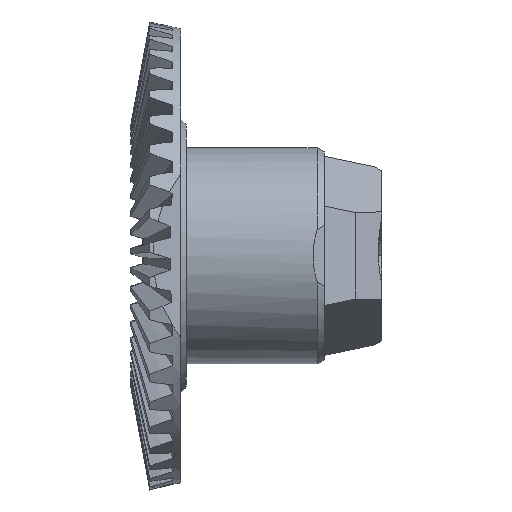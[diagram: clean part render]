
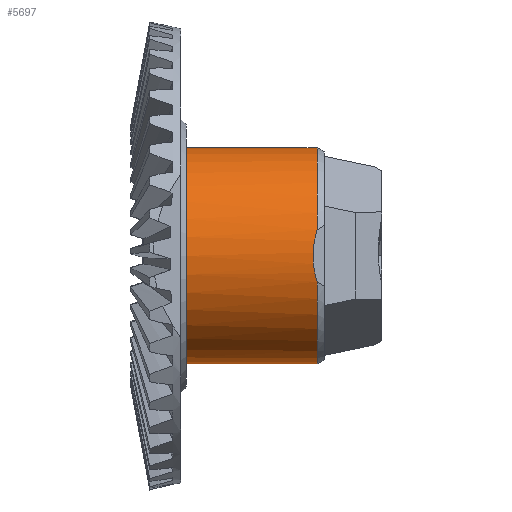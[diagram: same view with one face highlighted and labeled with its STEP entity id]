
A CAD part, front view. The second image highlights one B-rep face of the part: STEP entity #5697.
In plain terms, the highlighted cylindrical face has radius 15.05 mm (diameter 30.1 mm), a partial arc.
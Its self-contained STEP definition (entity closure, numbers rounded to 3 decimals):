
#1446 = CIRCLE ( 'NONE', #9394, 15.05 ) ;
#4966 = EDGE_LOOP ( 'NONE', ( #24097, #5590, #28568, #28395, #28429, #27375 ) ) ;
#5295 = EDGE_CURVE ( 'NONE', #27190, #14313, #28113, .T. ) ;
#5484 = CARTESIAN_POINT ( 'NONE',  ( 38.275, 0., 0. ) ) ;
#5590 = ORIENTED_EDGE ( 'NONE', *, *, #27490, .T. ) ;
#5697 = ADVANCED_FACE ( 'NONE', ( #16637 ), #25644, .T. ) ;
#6240 = DIRECTION ( 'NONE',  ( 0., 0., -1. ) ) ;
#6499 = LINE ( 'NONE', #23897, #13392 ) ;
#6510 = DIRECTION ( 'NONE',  ( 0., 0., -1. ) ) ;
#7770 = CARTESIAN_POINT ( 'NONE',  ( 29.275, -14.608, 3.622 ) ) ;
#8580 = CIRCLE ( 'NONE', #26449, 15.05 ) ;
#8852 = CARTESIAN_POINT ( 'NONE',  ( 11.075, 0., 0. ) ) ;
#9108 = EDGE_CURVE ( 'NONE', #27190, #28000, #8580, .T. ) ;
#9394 = AXIS2_PLACEMENT_3D ( 'NONE', #24056, #10349, #6240 ) ;
#9582 = DIRECTION ( 'NONE',  ( -1., 0., 0. ) ) ;
#10265 = CARTESIAN_POINT ( 'NONE',  ( 11.075, 0., -15.05 ) ) ;
#10349 = DIRECTION ( 'NONE',  ( -1., 0., 0. ) ) ;
#11664 = CARTESIAN_POINT ( 'NONE',  ( 29.275, 0., -15.05 ) ) ;
#12109 = CARTESIAN_POINT ( 'NONE',  ( 28.518, -15.2, -1.231 ) ) ;
#12543 = CARTESIAN_POINT ( 'NONE',  ( 28.518, -15.2, 1.231 ) ) ;
#13021 = VERTEX_POINT ( 'NONE', #26259 ) ;
#13392 = VECTOR ( 'NONE', #22112, 1000. ) ;
#14313 = VERTEX_POINT ( 'NONE', #16402 ) ;
#14417 = DIRECTION ( 'NONE',  ( -1., 0., 0. ) ) ;
#15920 = AXIS2_PLACEMENT_3D ( 'NONE', #8852, #26682, #6510 ) ;
#16329 = LINE ( 'NONE', #20766, #18300 ) ;
#16402 = CARTESIAN_POINT ( 'NONE',  ( 29.275, -14.608, -3.622 ) ) ;
#16637 = FACE_OUTER_BOUND ( 'NONE', #4966, .T. ) ;
#18300 = VECTOR ( 'NONE', #27670, 1000. ) ;
#19357 = EDGE_CURVE ( 'NONE', #28000, #13021, #16329, .T. ) ;
#19943 = CARTESIAN_POINT ( 'NONE',  ( 29.275, 0., 15.05 ) ) ;
#20731 = EDGE_CURVE ( 'NONE', #21578, #26042, #6499, .T. ) ;
#20766 = CARTESIAN_POINT ( 'NONE',  ( 38.275, 0., 15.05 ) ) ;
#20930 = DIRECTION ( 'NONE',  ( 0., 0., -1. ) ) ;
#21540 = CARTESIAN_POINT ( 'NONE',  ( 29.275, -14.608, -3.622 ) ) ;
#21578 = VERTEX_POINT ( 'NONE', #11664 ) ;
#22078 = AXIS2_PLACEMENT_3D ( 'NONE', #5484, #14417, #27978 ) ;
#22112 = DIRECTION ( 'NONE',  ( -1., 0., 0. ) ) ;
#23071 = EDGE_CURVE ( 'NONE', #13021, #26042, #23485, .T. ) ;
#23485 = CIRCLE ( 'NONE', #15920, 15.05 ) ;
#23897 = CARTESIAN_POINT ( 'NONE',  ( 38.275, 0., -15.05 ) ) ;
#24056 = CARTESIAN_POINT ( 'NONE',  ( 29.275, 0., 0. ) ) ;
#24097 = ORIENTED_EDGE ( 'NONE', *, *, #20731, .F. ) ;
#25644 = CYLINDRICAL_SURFACE ( 'NONE', #22078, 15.05 ) ;
#25966 = CARTESIAN_POINT ( 'NONE',  ( 29.275, -14.608, 3.622 ) ) ;
#26042 = VERTEX_POINT ( 'NONE', #10265 ) ;
#26259 = CARTESIAN_POINT ( 'NONE',  ( 11.075, 0., 15.05 ) ) ;
#26449 = AXIS2_PLACEMENT_3D ( 'NONE', #26577, #9582, #20930 ) ;
#26577 = CARTESIAN_POINT ( 'NONE',  ( 29.275, 0., 0. ) ) ;
#26682 = DIRECTION ( 'NONE',  ( 1., 0., 0. ) ) ;
#27190 = VERTEX_POINT ( 'NONE', #7770 ) ;
#27375 = ORIENTED_EDGE ( 'NONE', *, *, #23071, .T. ) ;
#27490 = EDGE_CURVE ( 'NONE', #21578, #14313, #1446, .T. ) ;
#27670 = DIRECTION ( 'NONE',  ( -1., 0., 0. ) ) ;
#27978 = DIRECTION ( 'NONE',  ( 0., 0., 1. ) ) ;
#28000 = VERTEX_POINT ( 'NONE', #19943 ) ;
#28113 =( BOUNDED_CURVE ( )  B_SPLINE_CURVE ( 3, ( #25966, #12543, #12109, #21540 ),
 .UNSPECIFIED., .F., .T. ) 
 B_SPLINE_CURVE_WITH_KNOTS ( ( 4, 4 ),
 ( 6.04, 6.526 ),
 .UNSPECIFIED. ) 
 CURVE ( )  GEOMETRIC_REPRESENTATION_ITEM ( )  RATIONAL_B_SPLINE_CURVE ( ( 1., 0.98, 0.98, 1. ) ) 
 REPRESENTATION_ITEM ( '' )  );
#28395 = ORIENTED_EDGE ( 'NONE', *, *, #9108, .T. ) ;
#28429 = ORIENTED_EDGE ( 'NONE', *, *, #19357, .T. ) ;
#28568 = ORIENTED_EDGE ( 'NONE', *, *, #5295, .F. ) ;
